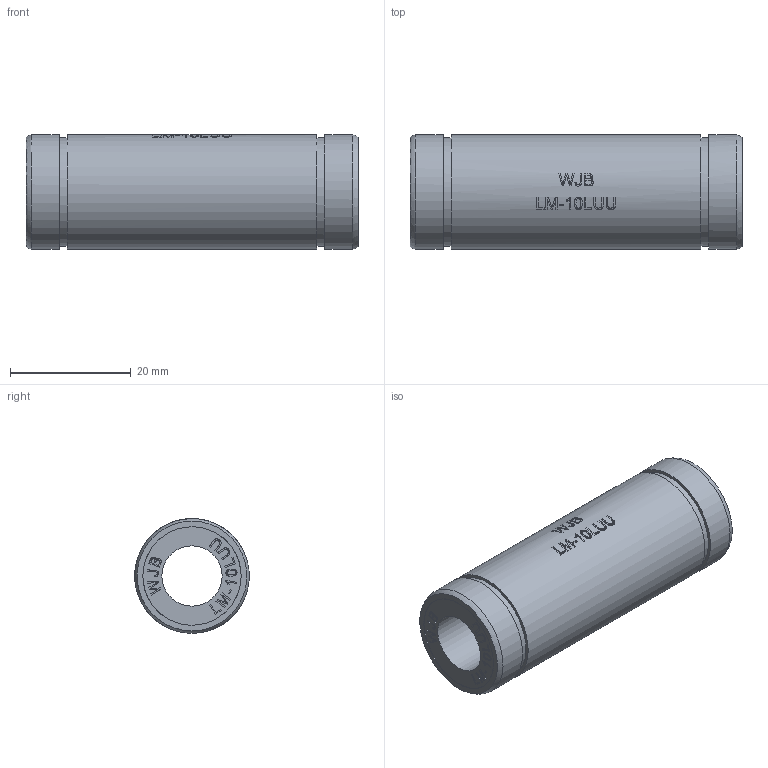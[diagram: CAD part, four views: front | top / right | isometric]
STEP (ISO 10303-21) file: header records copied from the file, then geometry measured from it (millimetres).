
FILE_DESCRIPTION(/* description */ (''),/* implementation_level */ '2;1');
FILE_NAME(/* name */ 'WJB-LM10LUU.stp',/* time_stamp */ '2018-09-04T23:14:21+08:00',/* author */ (''),/* organization */ (''),/* preprocessor_version */ 'ST-DEVELOPER v11',/* originating_system */ 'SIEMENS UGS NX 6.0',/* authorisation */ '');
FILE_SCHEMA (('CONFIG_CONTROL_DESIGN'));
Length unit declared in the file: millimetre
Products named in the file (1): WJB-LM10LUU
Bounding box: 55 x 18.99 x 19 mm (x, y, z)
Volume: 11146.2 mm3; surface area: 5521.9 mm2
Topology: 1 solids, 1 shells, 297 faces, 757 edges, 510 vertices
Faces by surface type: plane 189, extrusion 84, cylinder 22, torus 2
Full cylindrical faces by diameter (mm): 10 x1, 16.3 x2, 18 x2, 19 x3
Entity records: 11736 total; most frequent: CARTESIAN_POINT 5002, ORIENTED_EDGE 1494, DIRECTION 1011, EDGE_CURVE 747, VERTEX_POINT 510, VECTOR 475, LINE 391, B_SPLINE_CURVE_WITH_KNOTS 386
